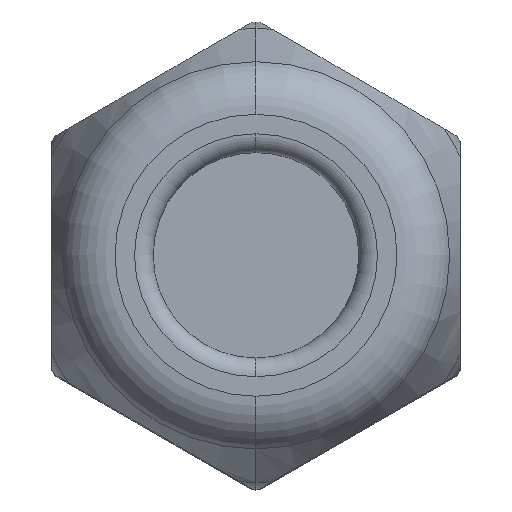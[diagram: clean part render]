
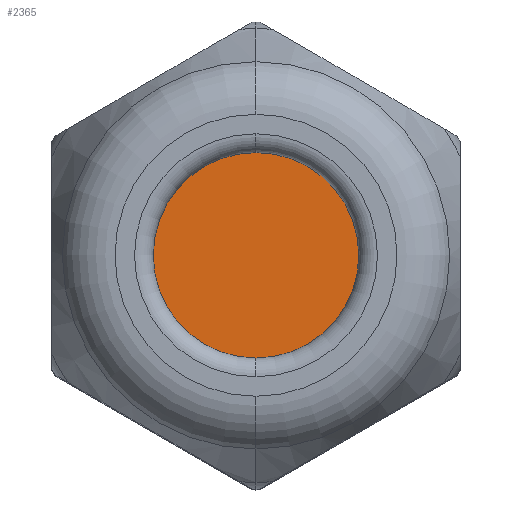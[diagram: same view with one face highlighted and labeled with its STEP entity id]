
A CAD part, top view. The second image highlights one B-rep face of the part: STEP entity #2365.
In plain terms, the highlighted planar face has unit normal (0, 0, 1).
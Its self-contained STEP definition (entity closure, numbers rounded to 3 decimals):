
#2317=AXIS2_PLACEMENT_3D('Circle Axis2P3D',#2315,#2316,$) ;
#2336=AXIS2_PLACEMENT_3D('Circle Axis2P3D',#2334,#2335,$) ;
#2359=AXIS2_PLACEMENT_3D('Plane Axis2P3D',#2356,#2357,#2358) ;
#2312=CARTESIAN_POINT('Vertex',(15.308,20.537,40.399)) ;
#2315=CARTESIAN_POINT('Axis2P3D Location',(10.918,12.5,40.399)) ;
#2319=CARTESIAN_POINT('Vertex',(6.527,4.463,40.399)) ;
#2334=CARTESIAN_POINT('Axis2P3D Location',(10.918,12.5,40.399)) ;
#2356=CARTESIAN_POINT('Axis2P3D Location',(10.918,21.659,40.399)) ;
#2316=DIRECTION('Axis2P3D Direction',(0.,0.,-1.)) ;
#2335=DIRECTION('Axis2P3D Direction',(0.,0.,-1.)) ;
#2357=DIRECTION('Axis2P3D Direction',(0.,0.,-1.)) ;
#2358=DIRECTION('Axis2P3D XDirection',(1.,0.,0.)) ;
#2362=ORIENTED_EDGE('',*,*,#2321,.F.) ;
#2363=ORIENTED_EDGE('',*,*,#2338,.F.) ;
#2365=ADVANCED_FACE('Sealing',(#2364),#2360,.F.) ;
#2318=CIRCLE('generated circle',#2317,9.159) ;
#2337=CIRCLE('generated circle',#2336,9.159) ;
#2321=EDGE_CURVE('',#2313,#2320,#2318,.T.) ;
#2338=EDGE_CURVE('',#2320,#2313,#2337,.T.) ;
#2361=EDGE_LOOP('',(#2362,#2363)) ;
#2364=FACE_OUTER_BOUND('',#2361,.T.) ;
#2360=PLANE('',#2359) ;
#2313=VERTEX_POINT('',#2312) ;
#2320=VERTEX_POINT('',#2319) ;
